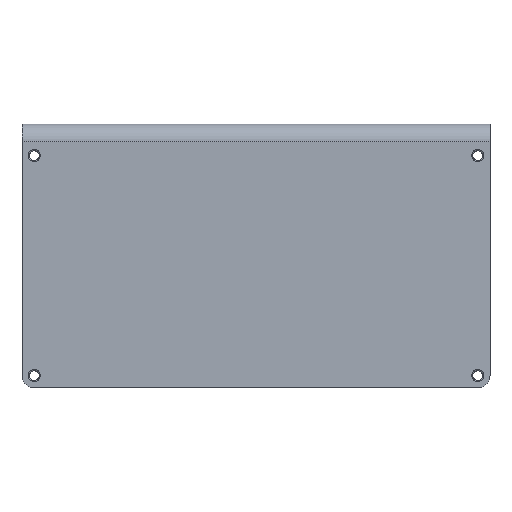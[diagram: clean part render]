
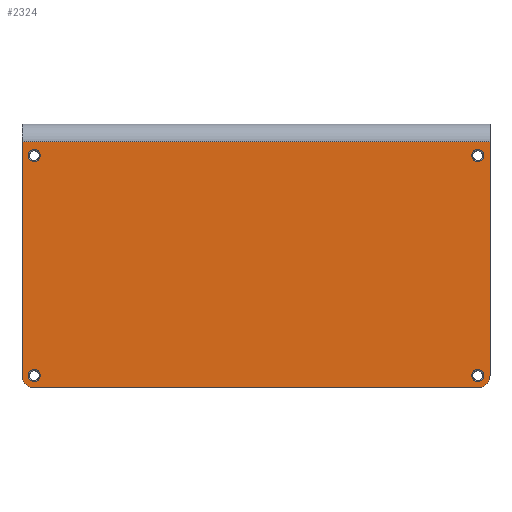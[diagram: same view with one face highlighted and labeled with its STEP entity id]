
A CAD part, left-side view. The second image highlights one B-rep face of the part: STEP entity #2324.
In plain terms, the highlighted planar face has unit normal (-1, 0, 0).
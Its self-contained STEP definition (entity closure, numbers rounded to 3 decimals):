
#52=CARTESIAN_POINT('',(-117.,-63.55,-12.));
#53=DIRECTION('',(-1.,0.,0.));
#54=DIRECTION('',(0.,0.,-1.));
#55=AXIS2_PLACEMENT_3D('',#52,#53,#54);
#60=DIRECTION('',(0.,-1.,0.));
#61=VECTOR('',#60,127.);
#62=CARTESIAN_POINT('',(-117.,63.45,-15.5));
#63=LINE('',#62,#61);
#67=CARTESIAN_POINT('',(-117.,63.45,-12.));
#68=DIRECTION('',(-1.,0.,0.));
#69=DIRECTION('',(0.,1.,0.));
#70=AXIS2_PLACEMENT_3D('',#67,#68,#69);
#75=DIRECTION('',(0.,0.,-1.));
#76=VECTOR('',#75,67.);
#77=CARTESIAN_POINT('',(-117.,66.95,55.));
#78=LINE('',#77,#76);
#82=DIRECTION('',(0.,1.,0.));
#83=VECTOR('',#82,134.);
#84=CARTESIAN_POINT('',(-117.,-67.05,55.));
#85=LINE('',#84,#83);
#89=CARTESIAN_POINT('',(-117.,-63.55,51.));
#90=DIRECTION('',(1.,0.,0.));
#91=DIRECTION('',(0.,0.,-1.));
#92=AXIS2_PLACEMENT_3D('',#89,#90,#91);
#97=CARTESIAN_POINT('',(-117.,-63.55,51.));
#98=DIRECTION('',(1.,0.,0.));
#99=DIRECTION('',(0.,0.,1.));
#100=AXIS2_PLACEMENT_3D('',#97,#98,#99);
#105=CARTESIAN_POINT('',(-117.,-63.55,
-12.));
#106=DIRECTION('',(1.,0.,0.));
#107=DIRECTION('',(0.,0.,-1.));
#108=AXIS2_PLACEMENT_3D('',#105,#106,#107);
#113=CARTESIAN_POINT('',(-117.,-63.55,
-12.));
#114=DIRECTION('',(1.,0.,0.));
#115=DIRECTION('',(0.,0.,1.));
#116=AXIS2_PLACEMENT_3D('',#113,#114,#115);
#121=CARTESIAN_POINT('',(-117.,63.45,51.));
#122=DIRECTION('',(1.,0.,0.));
#123=DIRECTION('',(0.,0.,-1.));
#124=AXIS2_PLACEMENT_3D('',#121,#122,#123);
#129=CARTESIAN_POINT('',(-117.,63.45,51.));
#130=DIRECTION('',(1.,0.,0.));
#131=DIRECTION('',(0.,0.,1.));
#132=AXIS2_PLACEMENT_3D('',#129,#130,#131);
#137=CARTESIAN_POINT('',(-117.,63.45,-12.));
#138=DIRECTION('',(1.,0.,0.));
#139=DIRECTION('',(0.,0.,-1.));
#140=AXIS2_PLACEMENT_3D('',#137,#138,#139);
#145=CARTESIAN_POINT('',(-117.,63.45,-12.));
#146=DIRECTION('',(1.,0.,0.));
#147=DIRECTION('',(0.,0.,1.));
#148=AXIS2_PLACEMENT_3D('',#145,#146,#147);
#175=DIRECTION('',(0.,0.,-1.));
#176=VECTOR('',#175,67.);
#177=CARTESIAN_POINT('',(-117.,-67.05,55.));
#178=LINE('',#177,#176);
#1954=CARTESIAN_POINT('',(-117.,66.95,55.));
#1955=CARTESIAN_POINT('',(-117.,66.95,
-12.));
#1956=VERTEX_POINT('',#1954);
#1957=VERTEX_POINT('',#1955);
#1970=CARTESIAN_POINT('',(-117.,-67.05,
55.));
#1971=VERTEX_POINT('',#1970);
#1974=CARTESIAN_POINT('',(-117.,-67.05,
-12.));
#1975=VERTEX_POINT('',#1974);
#1976=CARTESIAN_POINT('',(-117.,63.45,
-15.5));
#1977=VERTEX_POINT('',#1976);
#1978=CARTESIAN_POINT('',(-117.,-63.55,
-15.5));
#1979=VERTEX_POINT('',#1978);
#2083=CARTESIAN_POINT('',(-117.,63.45,
-10.26));
#2085=VERTEX_POINT('',#2083);
#2086=CARTESIAN_POINT('',(-117.,63.45,
-13.74));
#2087=VERTEX_POINT('',#2086);
#2150=CARTESIAN_POINT('',(-117.,-63.55,
52.74));
#2151=VERTEX_POINT('',#2150);
#2152=CARTESIAN_POINT('',(-117.,-63.55,
49.26));
#2153=VERTEX_POINT('',#2152);
#2186=CARTESIAN_POINT('',(-117.,-63.55,
-10.26));
#2187=VERTEX_POINT('',#2186);
#2188=CARTESIAN_POINT('',(-117.,-63.55,
-13.74));
#2189=VERTEX_POINT('',#2188);
#2222=CARTESIAN_POINT('',(-117.,63.45,52.74));
#2223=VERTEX_POINT('',#2222);
#2224=CARTESIAN_POINT('',(-117.,63.45,49.26));
#2225=VERTEX_POINT('',#2224);
#2282=CARTESIAN_POINT('',(-117.,-0.05,
19.75));
#2283=DIRECTION('',(1.,0.,0.));
#2284=DIRECTION('',(0.,0.,1.));
#2285=AXIS2_PLACEMENT_3D('',#2282,#2283,#2284);
#2286=PLANE('',#2285);
#2288=ORIENTED_EDGE('',*,*,#2287,.T.);
#2290=ORIENTED_EDGE('',*,*,#2289,.F.);
#2292=ORIENTED_EDGE('',*,*,#2291,.F.);
#2294=ORIENTED_EDGE('',*,*,#2293,.F.);
#2295=ORIENTED_EDGE('',*,*,#2263,.F.);
#2297=ORIENTED_EDGE('',*,*,#2296,.F.);
#2298=EDGE_LOOP('',(#2288,#2290,#2292,#2294,#2295,#2297));
#2299=FACE_OUTER_BOUND('',#2298,.F.);
#2301=ORIENTED_EDGE('',*,*,#2300,.F.);
#2303=ORIENTED_EDGE('',*,*,#2302,.F.);
#2304=EDGE_LOOP('',(#2301,#2303));
#2305=FACE_BOUND('',#2304,.F.);
#2307=ORIENTED_EDGE('',*,*,#2306,.F.);
#2309=ORIENTED_EDGE('',*,*,#2308,.F.);
#2310=EDGE_LOOP('',(#2307,#2309));
#2311=FACE_BOUND('',#2310,.F.);
#2313=ORIENTED_EDGE('',*,*,#2312,.F.);
#2315=ORIENTED_EDGE('',*,*,#2314,.F.);
#2316=EDGE_LOOP('',(#2313,#2315));
#2317=FACE_BOUND('',#2316,.F.);
#2319=ORIENTED_EDGE('',*,*,#2318,.F.);
#2321=ORIENTED_EDGE('',*,*,#2320,.F.);
#2322=EDGE_LOOP('',(#2319,#2321));
#2323=FACE_BOUND('',#2322,.F.);
#2324=ADVANCED_FACE('',(#2299,#2305,#2311,#2317,#2323),#2286,.F.);
#56=CIRCLE('',#55,3.5);
#71=CIRCLE('',#70,3.5);
#93=CIRCLE('',#92,1.74);
#101=CIRCLE('',#100,1.74);
#109=CIRCLE('',#108,1.74);
#117=CIRCLE('',#116,1.74);
#125=CIRCLE('',#124,1.74);
#133=CIRCLE('',#132,1.74);
#141=CIRCLE('',#140,1.74);
#149=CIRCLE('',#148,1.74);
#2263=EDGE_CURVE('',#1956,#1957,#78,.T.);
#2287=EDGE_CURVE('',#1971,#1975,#178,.T.);
#2289=EDGE_CURVE('',#1979,#1975,#56,.T.);
#2291=EDGE_CURVE('',#1977,#1979,#63,.T.);
#2293=EDGE_CURVE('',#1957,#1977,#71,.T.);
#2296=EDGE_CURVE('',#1971,#1956,#85,.T.);
#2300=EDGE_CURVE('',#2153,#2151,#93,.T.);
#2302=EDGE_CURVE('',#2151,#2153,#101,.T.);
#2306=EDGE_CURVE('',#2189,#2187,#109,.T.);
#2308=EDGE_CURVE('',#2187,#2189,#117,.T.);
#2312=EDGE_CURVE('',#2225,#2223,#125,.T.);
#2314=EDGE_CURVE('',#2223,#2225,#133,.T.);
#2318=EDGE_CURVE('',#2087,#2085,#141,.T.);
#2320=EDGE_CURVE('',#2085,#2087,#149,.T.);
